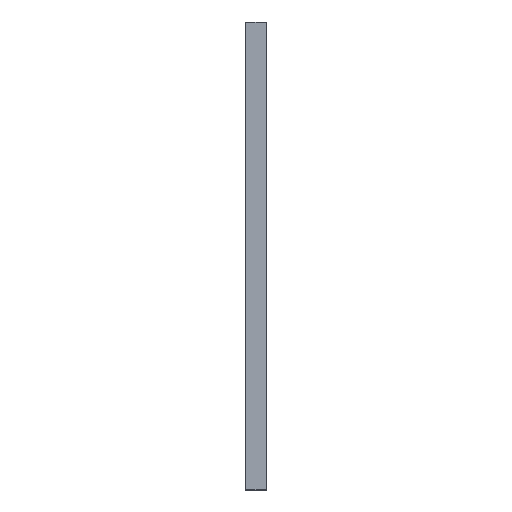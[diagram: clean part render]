
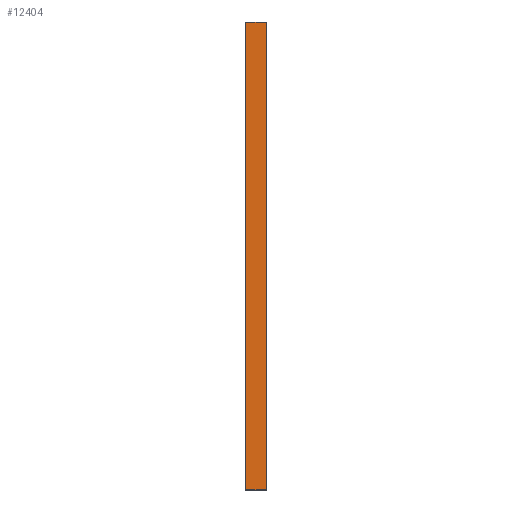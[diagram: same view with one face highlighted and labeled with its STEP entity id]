
A CAD part, front view. The second image highlights one B-rep face of the part: STEP entity #12404.
In plain terms, the highlighted planar face has unit normal (0, -1, 0).
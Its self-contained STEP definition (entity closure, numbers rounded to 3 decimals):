
#528 = PLANE('',#529);
#529 = AXIS2_PLACEMENT_3D('',#530,#531,#532);
#530 = CARTESIAN_POINT('',(4.5,-9.45,0.05));
#531 = DIRECTION('',(0.,0.707,0.707));
#532 = DIRECTION('',(1.,0.,0.));
#832 = PLANE('',#833);
#833 = AXIS2_PLACEMENT_3D('',#834,#835,#836);
#834 = CARTESIAN_POINT('',(4.5,-9.45,199.95));
#835 = DIRECTION('',(0.,-0.707,0.707)
  );
#836 = DIRECTION('',(1.,0.,0.));
#1120 = PLANE('',#1121);
#1121 = AXIS2_PLACEMENT_3D('',#1122,#1123,#1124);
#1122 = CARTESIAN_POINT('',(-4.45,-9.45,0.));
#1123 = DIRECTION('',(-0.707,-0.707,0.));
#1124 = DIRECTION('',(0.,0.,1.));
#5196 = VERTEX_POINT('',#5197);
#5197 = CARTESIAN_POINT('',(4.4,-9.5,0.1));
#5218 = EDGE_CURVE('',#5196,#5219,#5221,.T.);
#5219 = VERTEX_POINT('',#5220);
#5220 = CARTESIAN_POINT('',(-4.4,-9.5,0.1));
#5221 = SURFACE_CURVE('',#5222,(#5226,#5233),.PCURVE_S1.);
#5222 = LINE('',#5223,#5224);
#5223 = CARTESIAN_POINT('',(4.5,-9.5,0.1));
#5224 = VECTOR('',#5225,1.);
#5225 = DIRECTION('',(-1.,0.,0.));
#5226 = PCURVE('',#528,#5227);
#5227 = DEFINITIONAL_REPRESENTATION('',(#5228),#5232);
#5228 = LINE('',#5229,#5230);
#5229 = CARTESIAN_POINT('',(0.,-0.071));
#5230 = VECTOR('',#5231,1.);
#5231 = DIRECTION('',(-1.,0.));
#5232 = ( GEOMETRIC_REPRESENTATION_CONTEXT(2) 
PARAMETRIC_REPRESENTATION_CONTEXT() REPRESENTATION_CONTEXT('2D SPACE',''
  ) );
#5233 = PCURVE('',#5234,#5239);
#5234 = PLANE('',#5235);
#5235 = AXIS2_PLACEMENT_3D('',#5236,#5237,#5238);
#5236 = CARTESIAN_POINT('',(4.5,-9.5,0.));
#5237 = DIRECTION('',(0.,-1.,0.));
#5238 = DIRECTION('',(-1.,0.,0.));
#5239 = DEFINITIONAL_REPRESENTATION('',(#5240),#5244);
#5240 = LINE('',#5241,#5242);
#5241 = CARTESIAN_POINT('',(0.,-0.1));
#5242 = VECTOR('',#5243,1.);
#5243 = DIRECTION('',(1.,0.));
#5244 = ( GEOMETRIC_REPRESENTATION_CONTEXT(2) 
PARAMETRIC_REPRESENTATION_CONTEXT() REPRESENTATION_CONTEXT('2D SPACE',''
  ) );
#5489 = VERTEX_POINT('',#5490);
#5490 = CARTESIAN_POINT('',(4.4,-9.5,199.9));
#5511 = EDGE_CURVE('',#5489,#5512,#5514,.T.);
#5512 = VERTEX_POINT('',#5513);
#5513 = CARTESIAN_POINT('',(-4.4,-9.5,199.9));
#5514 = SURFACE_CURVE('',#5515,(#5519,#5526),.PCURVE_S1.);
#5515 = LINE('',#5516,#5517);
#5516 = CARTESIAN_POINT('',(4.5,-9.5,199.9));
#5517 = VECTOR('',#5518,1.);
#5518 = DIRECTION('',(-1.,0.,0.));
#5519 = PCURVE('',#832,#5520);
#5520 = DEFINITIONAL_REPRESENTATION('',(#5521),#5525);
#5521 = LINE('',#5522,#5523);
#5522 = CARTESIAN_POINT('',(0.,-0.071));
#5523 = VECTOR('',#5524,1.);
#5524 = DIRECTION('',(-1.,0.));
#5525 = ( GEOMETRIC_REPRESENTATION_CONTEXT(2) 
PARAMETRIC_REPRESENTATION_CONTEXT() REPRESENTATION_CONTEXT('2D SPACE',''
  ) );
#5526 = PCURVE('',#5234,#5527);
#5527 = DEFINITIONAL_REPRESENTATION('',(#5528),#5532);
#5528 = LINE('',#5529,#5530);
#5529 = CARTESIAN_POINT('',(0.,-199.9));
#5530 = VECTOR('',#5531,1.);
#5531 = DIRECTION('',(1.,0.));
#5532 = ( GEOMETRIC_REPRESENTATION_CONTEXT(2) 
PARAMETRIC_REPRESENTATION_CONTEXT() REPRESENTATION_CONTEXT('2D SPACE',''
  ) );
#5646 = EDGE_CURVE('',#5219,#5512,#5647,.T.);
#5647 = SURFACE_CURVE('',#5648,(#5652,#5659),.PCURVE_S1.);
#5648 = LINE('',#5649,#5650);
#5649 = CARTESIAN_POINT('',(-4.4,-9.5,0.));
#5650 = VECTOR('',#5651,1.);
#5651 = DIRECTION('',(0.,0.,1.));
#5652 = PCURVE('',#1120,#5653);
#5653 = DEFINITIONAL_REPRESENTATION('',(#5654),#5658);
#5654 = LINE('',#5655,#5656);
#5655 = CARTESIAN_POINT('',(0.,-0.071));
#5656 = VECTOR('',#5657,1.);
#5657 = DIRECTION('',(1.,0.));
#5658 = ( GEOMETRIC_REPRESENTATION_CONTEXT(2) 
PARAMETRIC_REPRESENTATION_CONTEXT() REPRESENTATION_CONTEXT('2D SPACE',''
  ) );
#5659 = PCURVE('',#5234,#5660);
#5660 = DEFINITIONAL_REPRESENTATION('',(#5661),#5665);
#5661 = LINE('',#5662,#5663);
#5662 = CARTESIAN_POINT('',(8.9,0.));
#5663 = VECTOR('',#5664,1.);
#5664 = DIRECTION('',(0.,-1.));
#5665 = ( GEOMETRIC_REPRESENTATION_CONTEXT(2) 
PARAMETRIC_REPRESENTATION_CONTEXT() REPRESENTATION_CONTEXT('2D SPACE',''
  ) );
#12118 = PLANE('',#12119);
#12119 = AXIS2_PLACEMENT_3D('',#12120,#12121,#12122);
#12120 = CARTESIAN_POINT('',(4.45,-9.45,0.));
#12121 = DIRECTION('',(0.707,-0.707,0.));
#12122 = DIRECTION('',(0.,0.,1.));
#12404 = ADVANCED_FACE('',(#12405),#5234,.T.);
#12405 = FACE_BOUND('',#12406,.T.);
#12406 = EDGE_LOOP('',(#12407,#12428,#12429,#12430));
#12407 = ORIENTED_EDGE('',*,*,#12408,.T.);
#12408 = EDGE_CURVE('',#5196,#5489,#12409,.T.);
#12409 = SURFACE_CURVE('',#12410,(#12414,#12421),.PCURVE_S1.);
#12410 = LINE('',#12411,#12412);
#12411 = CARTESIAN_POINT('',(4.4,-9.5,0.));
#12412 = VECTOR('',#12413,1.);
#12413 = DIRECTION('',(0.,0.,1.));
#12414 = PCURVE('',#5234,#12415);
#12415 = DEFINITIONAL_REPRESENTATION('',(#12416),#12420);
#12416 = LINE('',#12417,#12418);
#12417 = CARTESIAN_POINT('',(0.1,0.));
#12418 = VECTOR('',#12419,1.);
#12419 = DIRECTION('',(0.,-1.));
#12420 = ( GEOMETRIC_REPRESENTATION_CONTEXT(2) 
PARAMETRIC_REPRESENTATION_CONTEXT() REPRESENTATION_CONTEXT('2D SPACE',''
  ) );
#12421 = PCURVE('',#12118,#12422);
#12422 = DEFINITIONAL_REPRESENTATION('',(#12423),#12427);
#12423 = LINE('',#12424,#12425);
#12424 = CARTESIAN_POINT('',(0.,0.071));
#12425 = VECTOR('',#12426,1.);
#12426 = DIRECTION('',(1.,0.));
#12427 = ( GEOMETRIC_REPRESENTATION_CONTEXT(2) 
PARAMETRIC_REPRESENTATION_CONTEXT() REPRESENTATION_CONTEXT('2D SPACE',''
  ) );
#12428 = ORIENTED_EDGE('',*,*,#5511,.T.);
#12429 = ORIENTED_EDGE('',*,*,#5646,.F.);
#12430 = ORIENTED_EDGE('',*,*,#5218,.F.);
